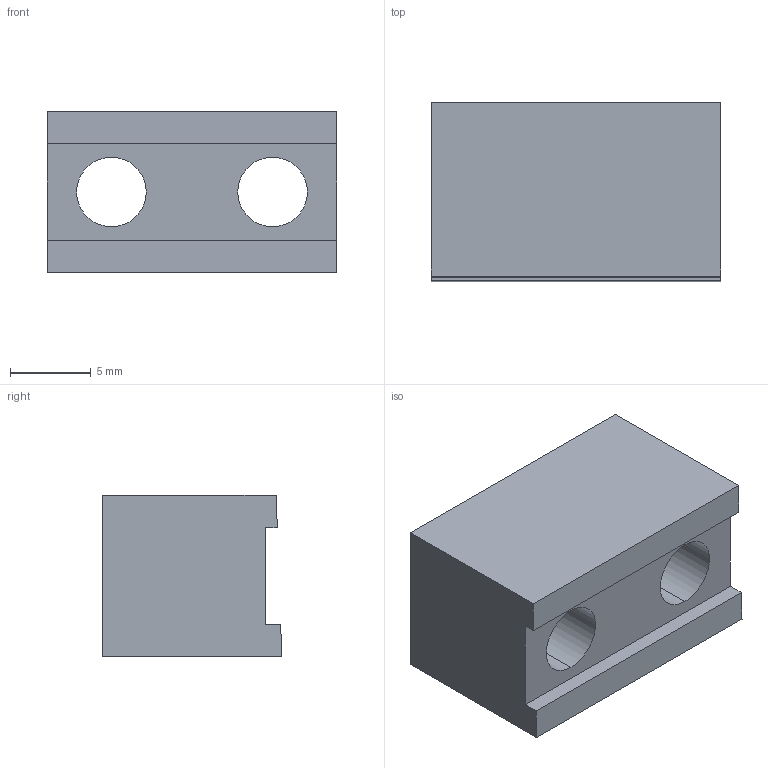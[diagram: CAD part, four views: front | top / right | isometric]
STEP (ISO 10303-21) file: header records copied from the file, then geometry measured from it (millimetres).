
FILE_DESCRIPTION (( 'STEP AP203' ), '1' );
FILE_NAME ('D020314-v2_aLIGO_SUS_HSTS_Lower Blade Clamp, Upper SIde, Angled 2.0.STEP', '2010-06-25T13:28:48', ( 'Dwayne Giardina' ), ( 'CA Institute of Technology' ), 'SwSTEP 2.0', 'SolidWorks 2009', '' );
FILE_SCHEMA (( 'CONFIG_CONTROL_DESIGN' ));
Length unit declared in the file: inch
Products named in the file (1): D020314-v2_aLIGO_SUS_HSTS_Lower Blade Clamp, Upper SIde, Angled 2.0
Bounding box: 18 x 11.15 x 10 mm (x, y, z)
Volume: 1588.1 mm3; surface area: 1211.3 mm2
Topology: 1 solids, 1 shells, 14 faces, 36 edges, 24 vertices
Faces by surface type: plane 10, cylinder 4
Entity records: 515 total; most frequent: CARTESIAN_POINT 75, DIRECTION 74, ORIENTED_EDGE 72, EDGE_CURVE 36, VECTOR 28, LINE 28, VERTEX_POINT 24, AXIS2_PLACEMENT_3D 23
